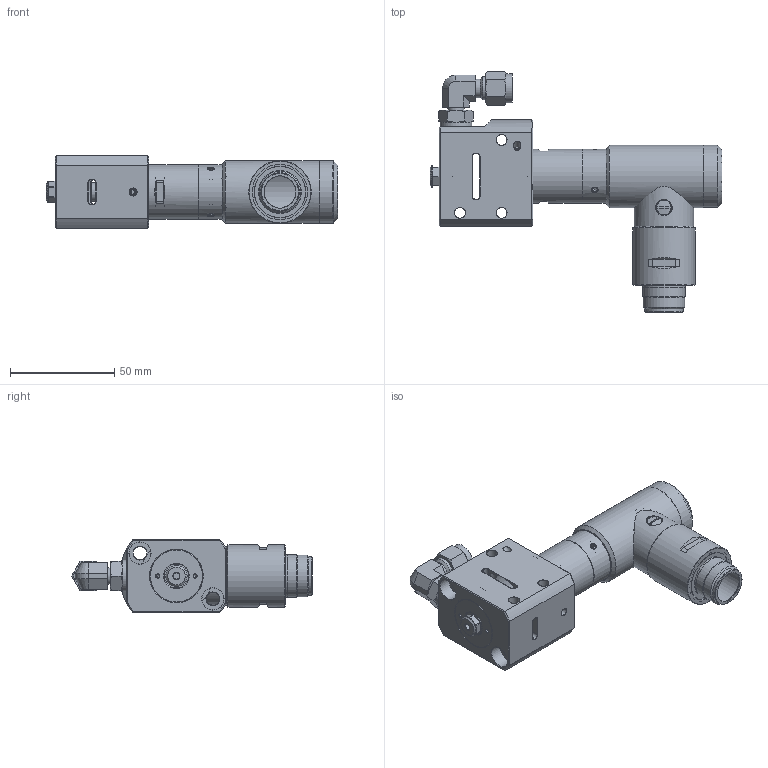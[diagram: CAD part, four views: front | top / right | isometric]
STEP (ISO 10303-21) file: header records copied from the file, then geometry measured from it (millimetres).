
FILE_DESCRIPTION (( 'STEP AP203' ), '1' );
FILE_NAME ('CTS-2620A_251007.STEP', '2025-10-08T05:24:28', ( '' ), ( '' ), 'SwSTEP 2.0', 'SolidWorks 2024', '' );
FILE_SCHEMA (( 'CONFIG_CONTROL_DESIGN' ));
Length unit declared in the file: millimetre
Products named in the file (1): CTS-2620A_251007
Bounding box: 140.1 x 115.65 x 35 mm (x, y, z)
Surface area: 50996.7 mm2 (no closed solid volume)
Topology: 0 solids, 21 shells, 517 faces, 1232 edges, 770 vertices
Faces by surface type: plane 239, cylinder 135, cone 134, bspline 5, sphere 4
Full cylindrical faces by diameter (mm): 1.6 x6, 2 x2, 2.5 x3, 2.55 x3, 3 x3, 3.5 x3, 4 x2, 5.1 x2, 5.2 x6, 6 x1, 6.5 x2, 7 x2, 7.5 x2, 7.874 x2, 8.4 x1, 8.8 x1, 8.954 x1, 9.728 x1, 10.2 x1, 10.5 x2, 11.112 x1, 11.78 x1, 11.8 x1, 13.97 x1, 15.24 x1, 17.8 x1, 18.5 x1, 19 x1, 20 x1, 20.2 x1
Entity records: 17432 total; most frequent: CARTESIAN_POINT 6651, DIRECTION 2172, ORIENTED_EDGE 1987, EDGE_CURVE 994, AXIS2_PLACEMENT_3D 877, EDGE_LOOP 770, VERTEX_POINT 699, FACE_OUTER_BOUND 602
